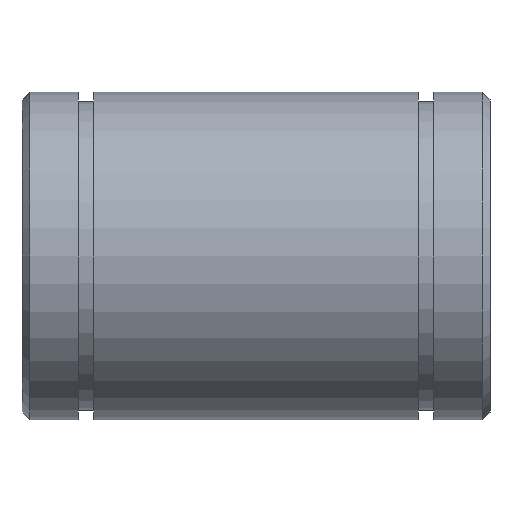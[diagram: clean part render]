
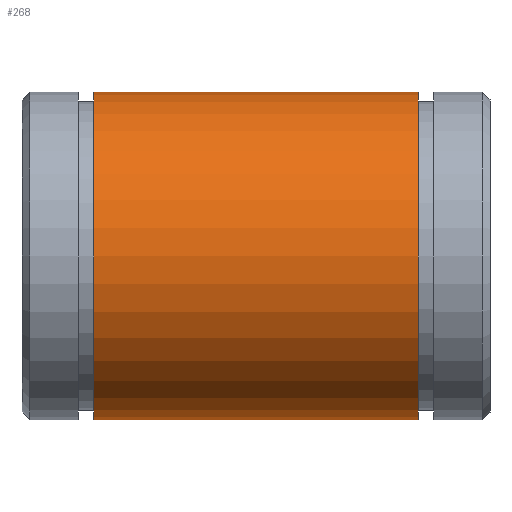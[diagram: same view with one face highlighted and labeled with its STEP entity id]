
A CAD part, left-side view. The second image highlights one B-rep face of the part: STEP entity #268.
In plain terms, the highlighted cylindrical face has radius 10.5 mm (diameter 21 mm), a partial arc.
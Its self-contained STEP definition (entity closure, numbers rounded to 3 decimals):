
#18 = AXIS2_PLACEMENT_3D ( 'NONE', #465, #226, #499 ) ;
#24 = CARTESIAN_POINT ( 'NONE',  ( 0., -15.813, 0. ) ) ;
#29 = DIRECTION ( 'NONE',  ( 0., -1., 0. ) ) ;
#33 = CARTESIAN_POINT ( 'NONE',  ( 0., 24.304, -10.5 ) ) ;
#43 = VECTOR ( 'NONE', #29, 1000. ) ;
#50 = CARTESIAN_POINT ( 'NONE',  ( 0., 3.504, -10.5 ) ) ;
#84 = CYLINDRICAL_SURFACE ( 'NONE', #587, 10.5 ) ;
#87 = LINE ( 'NONE', #231, #208 ) ;
#123 = DIRECTION ( 'NONE',  ( 0., 0., -1. ) ) ;
#128 = DIRECTION ( 'NONE',  ( 0., -1., 0. ) ) ;
#138 = DIRECTION ( 'NONE',  ( 0., -1., 0. ) ) ;
#176 = LINE ( 'NONE', #372, #43 ) ;
#208 = VECTOR ( 'NONE', #128, 1000. ) ;
#222 = DIRECTION ( 'NONE',  ( 0., -1., 0. ) ) ;
#226 = DIRECTION ( 'NONE',  ( 0., -1., 0. ) ) ;
#231 = CARTESIAN_POINT ( 'NONE',  ( 0., -15.813, 10.5 ) ) ;
#241 = VERTEX_POINT ( 'NONE', #33 ) ;
#246 = ORIENTED_EDGE ( 'NONE', *, *, #260, .T. ) ;
#260 = EDGE_CURVE ( 'NONE', #241, #373, #176, .T. ) ;
#268 = ADVANCED_FACE ( 'NONE', ( #366 ), #84, .T. ) ;
#300 = CARTESIAN_POINT ( 'NONE',  ( 0., 24.304, 10.5 ) ) ;
#308 = EDGE_CURVE ( 'NONE', #481, #364, #87, .T. ) ;
#351 = CIRCLE ( 'NONE', #18, 10.5 ) ;
#364 = VERTEX_POINT ( 'NONE', #392 ) ;
#366 = FACE_OUTER_BOUND ( 'NONE', #379, .T. ) ;
#372 = CARTESIAN_POINT ( 'NONE',  ( 0., -15.813, -10.5 ) ) ;
#373 = VERTEX_POINT ( 'NONE', #50 ) ;
#379 = EDGE_LOOP ( 'NONE', ( #598, #460, #246, #556 ) ) ;
#392 = CARTESIAN_POINT ( 'NONE',  ( 0., 3.504, 10.5 ) ) ;
#460 = ORIENTED_EDGE ( 'NONE', *, *, #597, .T. ) ;
#465 = CARTESIAN_POINT ( 'NONE',  ( 0., 24.304, 0. ) ) ;
#469 = AXIS2_PLACEMENT_3D ( 'NONE', #599, #138, #123 ) ;
#481 = VERTEX_POINT ( 'NONE', #300 ) ;
#499 = DIRECTION ( 'NONE',  ( 0., 0., -1. ) ) ;
#551 = DIRECTION ( 'NONE',  ( 0., 0., -1. ) ) ;
#556 = ORIENTED_EDGE ( 'NONE', *, *, #592, .F. ) ;
#560 = CIRCLE ( 'NONE', #469, 10.5 ) ;
#587 = AXIS2_PLACEMENT_3D ( 'NONE', #24, #222, #551 ) ;
#592 = EDGE_CURVE ( 'NONE', #364, #373, #560, .T. ) ;
#597 = EDGE_CURVE ( 'NONE', #481, #241, #351, .T. ) ;
#598 = ORIENTED_EDGE ( 'NONE', *, *, #308, .F. ) ;
#599 = CARTESIAN_POINT ( 'NONE',  ( 0., 3.504, 0. ) ) ;
